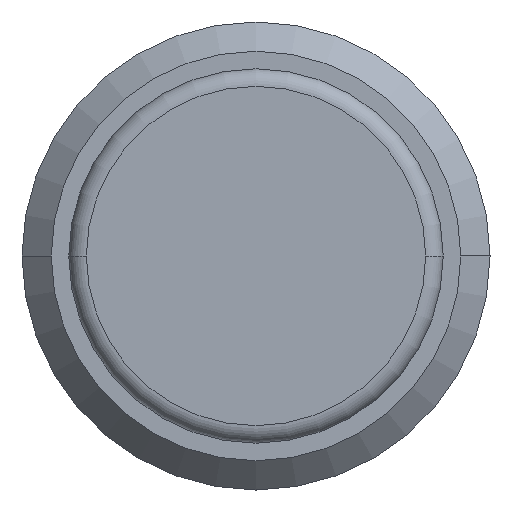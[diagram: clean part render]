
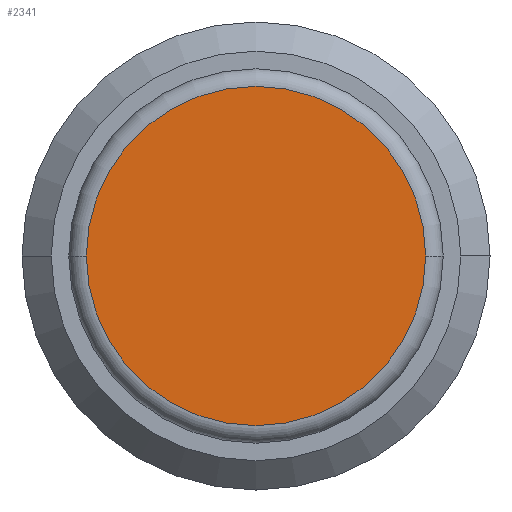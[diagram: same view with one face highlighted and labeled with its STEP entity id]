
A CAD part, front view. The second image highlights one B-rep face of the part: STEP entity #2341.
In plain terms, the highlighted planar face has unit normal (0, -1, 0).
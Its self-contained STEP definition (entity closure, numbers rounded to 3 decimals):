
#1151=CARTESIAN_POINT('',(0.,-40.,0.));
#1152=DIRECTION('',(0.,-1.,0.));
#1153=DIRECTION('',(-1.,0.,0.));
#1154=AXIS2_PLACEMENT_3D('',#1151,#1152,#1153);
#1159=CARTESIAN_POINT('',(0.,-40.,0.));
#1160=DIRECTION('',(0.,-1.,0.));
#1161=DIRECTION('',(1.,0.,0.));
#1162=AXIS2_PLACEMENT_3D('',#1159,#1160,#1161);
#1271=CARTESIAN_POINT('',(-2.9,-40.,0.));
#1272=CARTESIAN_POINT('',(2.9,-40.,0.));
#1273=VERTEX_POINT('',#1271);
#1274=VERTEX_POINT('',#1272);
#2331=CARTESIAN_POINT('',(0.,-40.,0.));
#2332=DIRECTION('',(0.,-1.,0.));
#2333=DIRECTION('',(1.,0.,0.));
#2334=AXIS2_PLACEMENT_3D('',#2331,#2332,#2333);
#2335=PLANE('',#2334);
#2337=ORIENTED_EDGE('',*,*,#2336,.F.);
#2338=ORIENTED_EDGE('',*,*,#2321,.F.);
#2339=EDGE_LOOP('',(#2337,#2338));
#2340=FACE_OUTER_BOUND('',#2339,.F.);
#2341=ADVANCED_FACE('',(#2340),#2335,.T.);
#1155=CIRCLE('',#1154,2.9);
#1163=CIRCLE('',#1162,2.9);
#2321=EDGE_CURVE('',#1274,#1273,#1163,.T.);
#2336=EDGE_CURVE('',#1273,#1274,#1155,.T.);
